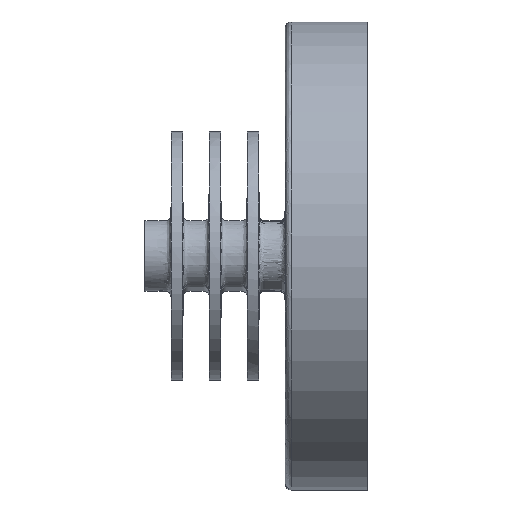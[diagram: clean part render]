
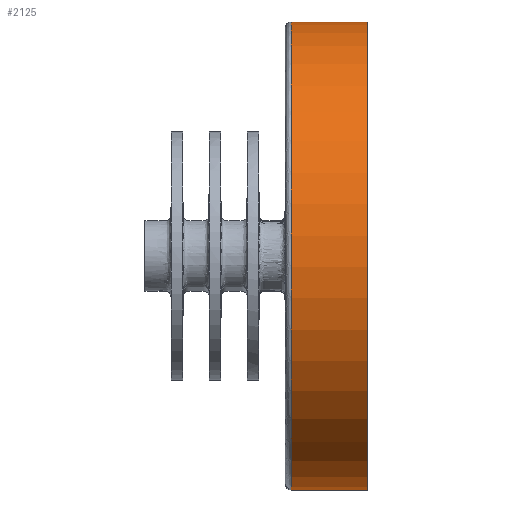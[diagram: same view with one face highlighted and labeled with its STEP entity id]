
A CAD part, front view. The second image highlights one B-rep face of the part: STEP entity #2125.
In plain terms, the highlighted free-form (B-spline) face has degree [2, 1] with [5, 2] control points.
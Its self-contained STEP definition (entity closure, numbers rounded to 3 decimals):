
#18 = CARTESIAN_POINT ( 'NONE',  ( 11.225, -20., -19.874 ) ) ;
#29 = CARTESIAN_POINT ( 'NONE',  ( 17.725, 0., 20.126 ) ) ;
#37 = CARTESIAN_POINT ( 'NONE',  ( 17.725, 0., 20.126 ) ) ;
#94 = EDGE_CURVE ( 'NONE', #1172, #1740, #2139, .T. ) ;
#134 = CARTESIAN_POINT ( 'NONE',  ( 11.225, 0., -19.874 ) ) ;
#197 = CARTESIAN_POINT ( 'NONE',  ( 11.225, 0., 20.126 ) ) ;
#205 = CARTESIAN_POINT ( 'NONE',  ( 17.725, -20., 0.126 ) ) ;
#394 = ORIENTED_EDGE ( 'NONE', *, *, #601, .F. ) ;
#430 = ORIENTED_EDGE ( 'NONE', *, *, #1683, .F. ) ;
#587 = CARTESIAN_POINT ( 'NONE',  ( 11.225, 0., -19.874 ) ) ;
#601 = EDGE_CURVE ( 'NONE', #1172, #853, #1516, .T. ) ;
#606 = CARTESIAN_POINT ( 'NONE',  ( 11.225, -20., 20.126 ) ) ;
#807 = ORIENTED_EDGE ( 'NONE', *, *, #94, .T. ) ;
#819 = CARTESIAN_POINT ( 'NONE',  ( 11.225, 0., 20.126 ) ) ;
#834 = CARTESIAN_POINT ( 'NONE',  ( 17.725, 0., 20.126 ) ) ;
#853 = VERTEX_POINT ( 'NONE', #134 ) ;
#905 = VERTEX_POINT ( 'NONE', #197 ) ;
#930 =( BOUNDED_SURFACE ( )  B_SPLINE_SURFACE ( 2, 1, ( 
 ( #1810, #587 ),
 ( #1630, #18 ),
 ( #205, #1481 ),
 ( #1108, #947 ),
 ( #29, #1470 ) ),
 .UNSPECIFIED., .F., .F., .T. ) 
 B_SPLINE_SURFACE_WITH_KNOTS ( ( 3, 2, 3 ),
 ( 2, 2 ),
 ( -57.666, -28.833, 0. ),
 ( 0., 6.5 ),
 .UNSPECIFIED. ) 
 GEOMETRIC_REPRESENTATION_ITEM ( )  RATIONAL_B_SPLINE_SURFACE ( (
 ( 1., 1.),
 ( 0.707, 0.707),
 ( 1., 1.),
 ( 0.707, 0.707),
 ( 1., 1.) ) ) 
 REPRESENTATION_ITEM ( '' )  SURFACE ( )  );
#947 = CARTESIAN_POINT ( 'NONE',  ( 11.225, -20., 20.126 ) ) ;
#1023 = CARTESIAN_POINT ( 'NONE',  ( 17.725, -20., 0.126 ) ) ;
#1078 =( BOUNDED_CURVE ( )  B_SPLINE_CURVE ( 2, ( #1856, #1661, #1676, #606, #819 ),
 .UNSPECIFIED., .F., .F. ) 
 B_SPLINE_CURVE_WITH_KNOTS ( ( 3, 2, 3 ),
 ( -57.666, -28.833, 0. ),
 .UNSPECIFIED. ) 
 CURVE ( )  GEOMETRIC_REPRESENTATION_ITEM ( )  RATIONAL_B_SPLINE_CURVE ( ( 1., 0.707, 1., 0.707, 1. ) ) 
 REPRESENTATION_ITEM ( '' )  );
#1095 = CARTESIAN_POINT ( 'NONE',  ( 17.725, 0., -19.874 ) ) ;
#1108 = CARTESIAN_POINT ( 'NONE',  ( 17.725, -20., 20.126 ) ) ;
#1168 = CARTESIAN_POINT ( 'NONE',  ( 17.725, 0., -19.874 ) ) ;
#1172 = VERTEX_POINT ( 'NONE', #2316 ) ;
#1470 = CARTESIAN_POINT ( 'NONE',  ( 11.225, 0., 20.126 ) ) ;
#1481 = CARTESIAN_POINT ( 'NONE',  ( 11.225, -20., 0.126 ) ) ;
#1516 = B_SPLINE_CURVE_WITH_KNOTS ( 'NONE', 1,
 ( #1095, #1974 ),
 .UNSPECIFIED., .F., .F.,
 ( 2, 2 ),
 ( 0., 6.5 ),
 .UNSPECIFIED. ) ;
#1595 = EDGE_CURVE ( 'NONE', #1740, #905, #1714, .T. ) ;
#1627 = CARTESIAN_POINT ( 'NONE',  ( 11.225, 0., 20.126 ) ) ;
#1630 = CARTESIAN_POINT ( 'NONE',  ( 17.725, -20., -19.874 ) ) ;
#1631 = EDGE_LOOP ( 'NONE', ( #807, #2234, #430, #394 ) ) ;
#1661 = CARTESIAN_POINT ( 'NONE',  ( 11.225, -20., -19.874 ) ) ;
#1676 = CARTESIAN_POINT ( 'NONE',  ( 11.225, -20., 0.126 ) ) ;
#1683 = EDGE_CURVE ( 'NONE', #853, #905, #1078, .T. ) ;
#1700 = CARTESIAN_POINT ( 'NONE',  ( 17.725, 0., 20.126 ) ) ;
#1707 = CARTESIAN_POINT ( 'NONE',  ( 17.725, -20., -19.874 ) ) ;
#1714 = B_SPLINE_CURVE_WITH_KNOTS ( 'NONE', 1,
 ( #37, #1627 ),
 .UNSPECIFIED., .F., .F.,
 ( 2, 2 ),
 ( 0., 6.5 ),
 .UNSPECIFIED. ) ;
#1733 = CARTESIAN_POINT ( 'NONE',  ( 17.725, -20., 20.126 ) ) ;
#1740 = VERTEX_POINT ( 'NONE', #1700 ) ;
#1810 = CARTESIAN_POINT ( 'NONE',  ( 17.725, 0., -19.874 ) ) ;
#1856 = CARTESIAN_POINT ( 'NONE',  ( 11.225, 0., -19.874 ) ) ;
#1974 = CARTESIAN_POINT ( 'NONE',  ( 11.225, 0., -19.874 ) ) ;
#2003 = FACE_OUTER_BOUND ( 'NONE', #1631, .T. ) ;
#2125 = ADVANCED_FACE ( 'NONE', ( #2003 ), #930, .T. ) ;
#2139 =( BOUNDED_CURVE ( )  B_SPLINE_CURVE ( 2, ( #1168, #1707, #1023, #1733, #834 ),
 .UNSPECIFIED., .F., .F. ) 
 B_SPLINE_CURVE_WITH_KNOTS ( ( 3, 2, 3 ),
 ( -57.666, -28.833, 0. ),
 .UNSPECIFIED. ) 
 CURVE ( )  GEOMETRIC_REPRESENTATION_ITEM ( )  RATIONAL_B_SPLINE_CURVE ( ( 1., 0.707, 1., 0.707, 1. ) ) 
 REPRESENTATION_ITEM ( '' )  );
#2234 = ORIENTED_EDGE ( 'NONE', *, *, #1595, .T. ) ;
#2316 = CARTESIAN_POINT ( 'NONE',  ( 17.725, 0., -19.874 ) ) ;
